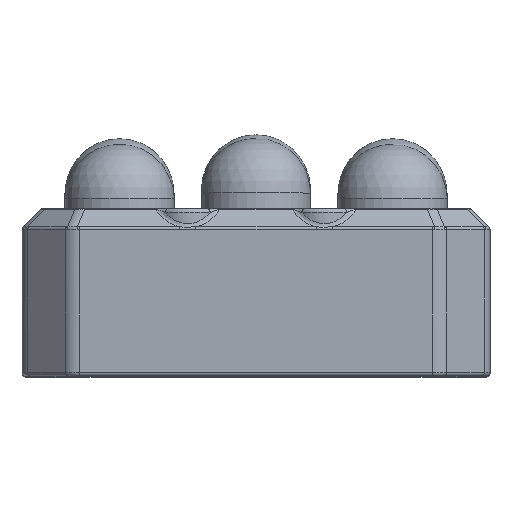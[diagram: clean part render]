
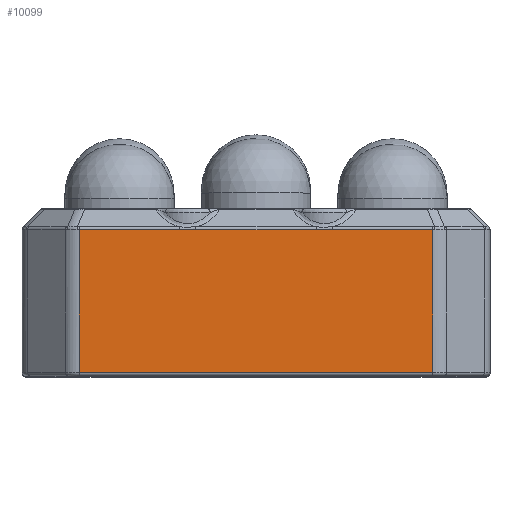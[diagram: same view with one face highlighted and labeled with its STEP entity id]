
A CAD part, top view. The second image highlights one B-rep face of the part: STEP entity #10099.
In plain terms, the highlighted planar face has unit normal (0, 0, 1).
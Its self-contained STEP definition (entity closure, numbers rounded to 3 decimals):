
#540=PLANE('',#10766);
#1034=FACE_OUTER_BOUND('',#1633,.T.);
#1633=EDGE_LOOP('',(#9032,#9033,#9034,#9035,#9036,#9037,#9038,#9039));
#2150=B_SPLINE_CURVE_WITH_KNOTS('',3,(#22454,#22455,#22456,#22457,#22458),
 .UNSPECIFIED.,.F.,.F.,(4,1,4),(0.,0.042,0.084),
 .UNSPECIFIED.);
#2151=B_SPLINE_CURVE_WITH_KNOTS('',3,(#22461,#22462,#22463,#22464,#22465),
 .UNSPECIFIED.,.F.,.F.,(4,1,4),(0.,0.042,0.084),
 .UNSPECIFIED.);
#2220=LINE('',#15214,#3208);
#3072=LINE('',#22431,#4060);
#3077=LINE('',#22446,#4065);
#3078=LINE('',#22450,#4066);
#3079=LINE('',#22452,#4067);
#3080=LINE('',#22460,#4068);
#3208=VECTOR('',#11227,10.);
#4060=VECTOR('',#12951,10.);
#4065=VECTOR('',#12968,10.);
#4066=VECTOR('',#12973,10.);
#4067=VECTOR('',#12974,10.);
#4068=VECTOR('',#12975,10.);
#4300=VERTEX_POINT('',#15207);
#4302=VERTEX_POINT('',#15213);
#4946=VERTEX_POINT('',#22407);
#4951=VERTEX_POINT('',#22445);
#4952=VERTEX_POINT('',#22449);
#4953=VERTEX_POINT('',#22451);
#4954=VERTEX_POINT('',#22453);
#4955=VERTEX_POINT('',#22459);
#5284=EDGE_CURVE('',#4300,#4302,#2220,.T.);
#6330=EDGE_CURVE('',#4302,#4946,#3072,.T.);
#6337=EDGE_CURVE('',#4946,#4951,#3077,.T.);
#6339=EDGE_CURVE('',#4952,#4300,#3078,.T.);
#6340=EDGE_CURVE('',#4953,#4952,#3079,.T.);
#6341=EDGE_CURVE('',#4954,#4953,#2150,.T.);
#6342=EDGE_CURVE('',#4955,#4954,#3080,.T.);
#6343=EDGE_CURVE('',#4951,#4955,#2151,.T.);
#9032=ORIENTED_EDGE('',*,*,#6330,.F.);
#9033=ORIENTED_EDGE('',*,*,#5284,.F.);
#9034=ORIENTED_EDGE('',*,*,#6339,.F.);
#9035=ORIENTED_EDGE('',*,*,#6340,.F.);
#9036=ORIENTED_EDGE('',*,*,#6341,.F.);
#9037=ORIENTED_EDGE('',*,*,#6342,.F.);
#9038=ORIENTED_EDGE('',*,*,#6343,.F.);
#9039=ORIENTED_EDGE('',*,*,#6337,.F.);
#10099=ADVANCED_FACE('',(#1034),#540,.T.);
#10766=AXIS2_PLACEMENT_3D('',#22448,#12971,#12972);
#11227=DIRECTION('',(-1.,0.,0.));
#12951=DIRECTION('',(0.,1.,0.));
#12968=DIRECTION('',(1.,0.,0.));
#12971=DIRECTION('center_axis',(0.,0.,1.));
#12972=DIRECTION('ref_axis',(1.,0.,0.));
#12973=DIRECTION('',(0.,-1.,0.));
#12974=DIRECTION('',(1.,0.,0.));
#12975=DIRECTION('',(1.,0.,0.));
#15207=CARTESIAN_POINT('',(9.061,-5.6,12.));
#15213=CARTESIAN_POINT('',(-9.061,-5.6,12.));
#15214=CARTESIAN_POINT('',(4.737,-5.6,12.));
#22407=CARTESIAN_POINT('',(-9.061,1.717,12.));
#22431=CARTESIAN_POINT('',(-9.061,1.2,12.));
#22445=CARTESIAN_POINT('',(-3.918,1.717,12.));
#22446=CARTESIAN_POINT('',(-7.106,1.717,12.));
#22448=CARTESIAN_POINT('Origin',(-9.475,1.2,12.));
#22449=CARTESIAN_POINT('',(9.061,1.717,12.));
#22450=CARTESIAN_POINT('',(9.061,1.2,12.));
#22451=CARTESIAN_POINT('',(3.918,1.717,12.));
#22452=CARTESIAN_POINT('',(-7.106,1.717,12.));
#22453=CARTESIAN_POINT('',(3.082,1.717,12.));
#22454=CARTESIAN_POINT('Ctrl Pts',(3.082,1.717,12.));
#22455=CARTESIAN_POINT('Ctrl Pts',(3.222,1.717,12.));
#22456=CARTESIAN_POINT('Ctrl Pts',(3.5,1.731,12.));
#22457=CARTESIAN_POINT('Ctrl Pts',(3.778,1.717,12.));
#22458=CARTESIAN_POINT('Ctrl Pts',(3.918,1.717,12.));
#22459=CARTESIAN_POINT('',(-3.082,1.717,12.));
#22460=CARTESIAN_POINT('',(-7.106,1.717,12.));
#22461=CARTESIAN_POINT('Ctrl Pts',(-3.918,1.717,12.));
#22462=CARTESIAN_POINT('Ctrl Pts',(-3.778,1.717,12.));
#22463=CARTESIAN_POINT('Ctrl Pts',(-3.5,1.731,12.));
#22464=CARTESIAN_POINT('Ctrl Pts',(-3.222,1.717,12.));
#22465=CARTESIAN_POINT('Ctrl Pts',(-3.082,1.717,12.));
